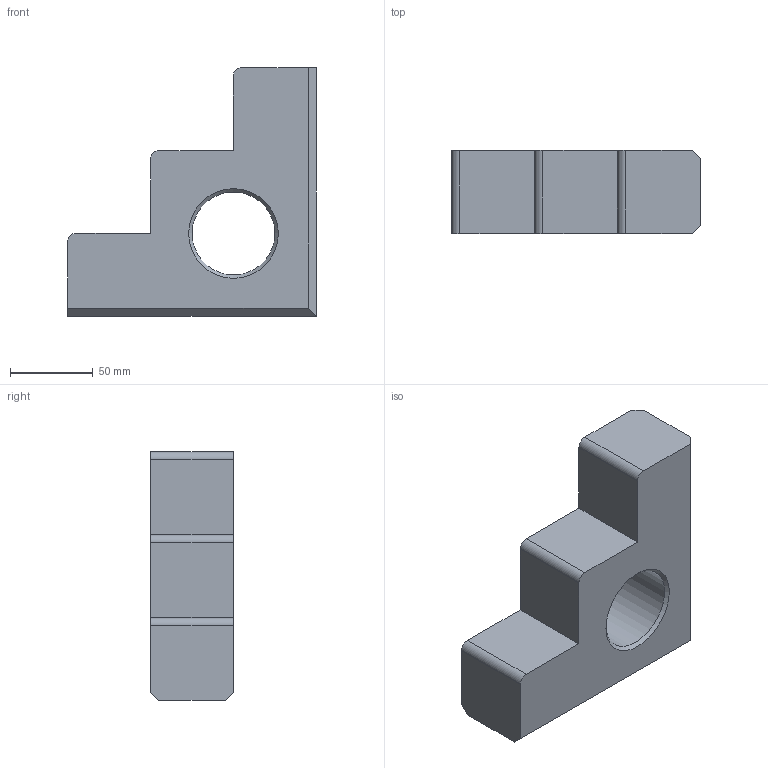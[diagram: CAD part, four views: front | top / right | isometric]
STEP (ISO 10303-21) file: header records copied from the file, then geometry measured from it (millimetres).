
FILE_DESCRIPTION(/* description */ ('','CAx-IF Rec.Pracs.---Representation and Presentation of Product Manufacturing Information (PMI)---4.0---2014-10-13'),/* implementation_level */ '2;1');
FILE_NAME(/* name */ 'prakhar_auvv_assignment.step',/* time_stamp */ '2025-05-10T17:33:12+05:30',/* author */ (''),/* organization */ (''),/* preprocessor_version */ 'ST-DEVELOPER v20',/* originating_system */ 'Autodesk Translation Framework v13.20.0.188',/* authorisation */ '');
FILE_SCHEMA (('AP242_MANAGED_MODEL_BASED_3D_ENGINEERING_MIM_LF { 1 0 10303 442 1 1 4 }'));
Length unit declared in the file: millimetre
Products named in the file (1): auvv
Bounding box: 150 x 50 x 150 mm (x, y, z)
Volume: 642958.7 mm3; surface area: 61387.2 mm2
Topology: 1 solids, 1 shells, 20 faces, 50 edges, 32 vertices
Faces by surface type: plane 14, cylinder 4, cone 2
Full cylindrical faces by diameter (mm): 50 x1
Entity records: 636 total; most frequent: CARTESIAN_POINT 103, DIRECTION 102, ORIENTED_EDGE 100, EDGE_CURVE 50, LINE 40, VECTOR 40, VERTEX_POINT 32, AXIS2_PLACEMENT_3D 31
